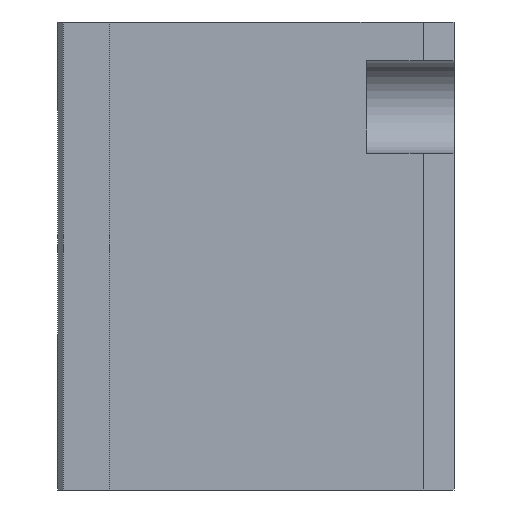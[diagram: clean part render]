
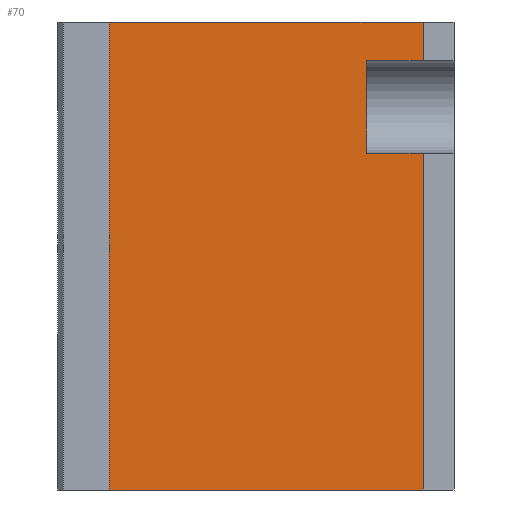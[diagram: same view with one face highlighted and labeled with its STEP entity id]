
A CAD part, left-side view. The second image highlights one B-rep face of the part: STEP entity #70.
In plain terms, the highlighted planar face has unit normal (-1, 0, 0).
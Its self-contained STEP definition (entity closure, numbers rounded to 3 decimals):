
#70 = ADVANCED_FACE( '', ( #172 ), #173, .F. );
#172 = FACE_OUTER_BOUND( '', #313, .T. );
#173 = PLANE( '', #314 );
#313 = EDGE_LOOP( '', ( #465, #466, #467, #468, #469, #470, #471, #472 ) );
#314 = AXIS2_PLACEMENT_3D( '', #473, #474, #475 );
#465 = ORIENTED_EDGE( '', *, *, #781, .F. );
#466 = ORIENTED_EDGE( '', *, *, #782, .F. );
#467 = ORIENTED_EDGE( '', *, *, #783, .F. );
#468 = ORIENTED_EDGE( '', *, *, #784, .T. );
#469 = ORIENTED_EDGE( '', *, *, #785, .T. );
#470 = ORIENTED_EDGE( '', *, *, #786, .F. );
#471 = ORIENTED_EDGE( '', *, *, #787, .F. );
#472 = ORIENTED_EDGE( '', *, *, #788, .T. );
#473 = CARTESIAN_POINT( '', ( -53., 67., 91. ) );
#474 = DIRECTION( '', ( 1., 0., 0. ) );
#475 = DIRECTION( '', ( 0., 0., -1. ) );
#781 = EDGE_CURVE( '', #925, #926, #927, .T. );
#782 = EDGE_CURVE( '', #928, #925, #929, .T. );
#783 = EDGE_CURVE( '', #930, #928, #931, .T. );
#784 = EDGE_CURVE( '', #930, #932, #933, .T. );
#785 = EDGE_CURVE( '', #932, #934, #935, .T. );
#786 = EDGE_CURVE( '', #936, #934, #937, .T. );
#787 = EDGE_CURVE( '', #938, #936, #939, .T. );
#788 = EDGE_CURVE( '', #938, #926, #940, .T. );
#925 = VERTEX_POINT( '', #1239 );
#926 = VERTEX_POINT( '', #1240 );
#927 = LINE( '', #1241, #1242 );
#928 = VERTEX_POINT( '', #1243 );
#929 = LINE( '', #1244, #1245 );
#930 = VERTEX_POINT( '', #1246 );
#931 = LINE( '', #1247, #1248 );
#932 = VERTEX_POINT( '', #1249 );
#933 = LINE( '', #1250, #1251 );
#934 = VERTEX_POINT( '', #1252 );
#935 = LINE( '', #1253, #1254 );
#936 = VERTEX_POINT( '', #1255 );
#937 = LINE( '', #1256, #1257 );
#938 = VERTEX_POINT( '', #1258 );
#939 = LINE( '', #1259, #1260 );
#940 = LINE( '', #1261, #1262 );
#1239 = CARTESIAN_POINT( '', ( -53., 6., 83.5 ) );
#1240 = CARTESIAN_POINT( '', ( -53., 17., 83.5 ) );
#1241 = CARTESIAN_POINT( '', ( -53., 67., 83.5 ) );
#1242 = VECTOR( '', #1472, 1000. );
#1243 = CARTESIAN_POINT( '', ( -53., 6., 91. ) );
#1244 = CARTESIAN_POINT( '', ( -53., 6., 91. ) );
#1245 = VECTOR( '', #1473, 1000. );
#1246 = CARTESIAN_POINT( '', ( -53., 67., 91. ) );
#1247 = CARTESIAN_POINT( '', ( -53., 67., 91. ) );
#1248 = VECTOR( '', #1474, 1000. );
#1249 = CARTESIAN_POINT( '', ( -53., 67., 0. ) );
#1250 = CARTESIAN_POINT( '', ( -53., 67., 91. ) );
#1251 = VECTOR( '', #1475, 1000. );
#1252 = CARTESIAN_POINT( '', ( -53., 6., 0. ) );
#1253 = CARTESIAN_POINT( '', ( -53., 67., 0. ) );
#1254 = VECTOR( '', #1476, 1000. );
#1255 = CARTESIAN_POINT( '', ( -53., 6., 65.5 ) );
#1256 = CARTESIAN_POINT( '', ( -53., 6., 91. ) );
#1257 = VECTOR( '', #1477, 1000. );
#1258 = CARTESIAN_POINT( '', ( -53., 17., 65.5 ) );
#1259 = CARTESIAN_POINT( '', ( -53., 67., 65.5 ) );
#1260 = VECTOR( '', #1478, 1000. );
#1261 = CARTESIAN_POINT( '', ( -53., 17., 91. ) );
#1262 = VECTOR( '', #1479, 1000. );
#1472 = DIRECTION( '', ( 0., 1., 0. ) );
#1473 = DIRECTION( '', ( 0., 0., -1. ) );
#1474 = DIRECTION( '', ( 0., -1., 0. ) );
#1475 = DIRECTION( '', ( 0., 0., -1. ) );
#1476 = DIRECTION( '', ( 0., -1., 0. ) );
#1477 = DIRECTION( '', ( 0., 0., -1. ) );
#1478 = DIRECTION( '', ( 0., -1., 0. ) );
#1479 = DIRECTION( '', ( 0., 0., 1. ) );
